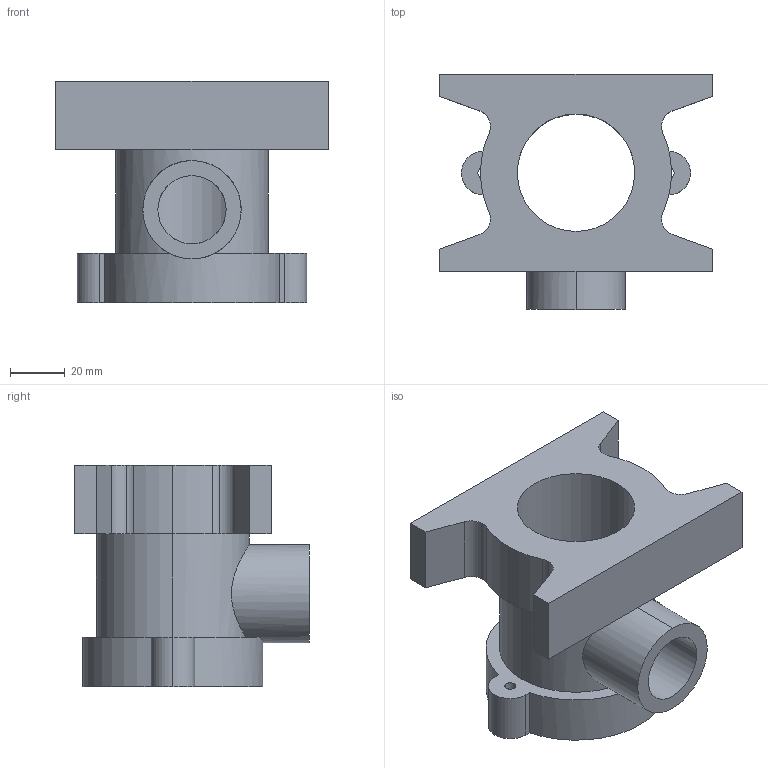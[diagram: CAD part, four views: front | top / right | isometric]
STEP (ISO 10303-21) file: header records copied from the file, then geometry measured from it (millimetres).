
FILE_DESCRIPTION(('produced by SPATIAL CORP'),'2;1');
FILE_NAME('DEMO10.hh.sat.stp','2002-04-19T11:17:13+00:00',('SPATIAL CORP'),('SPATIAL CORP'), 'ACIS STEP Husk','http://www.spatial.com','SPATIAL CORP');
FILE_SCHEMA(('CONFIG_CONTROL_DESIGN'));
Length unit declared in the file: millimetre
Products named in the file (1): PRODUCT_ID_1
Bounding box: 100 x 86 x 81 mm (x, y, z)
Volume: 189113.1 mm3; surface area: 46640 mm2
Topology: 1 solids, 1 shells, 49 faces, 138 edges, 92 vertices
Faces by surface type: cylinder 30, plane 19
Entity records: 1657 total; most frequent: CARTESIAN_POINT 401, ORIENTED_EDGE 276, DIRECTION 206, EDGE_CURVE 138, VERTEX_POINT 92, VECTOR 74, LINE 74, AXIS2_PLACEMENT_3D 66
